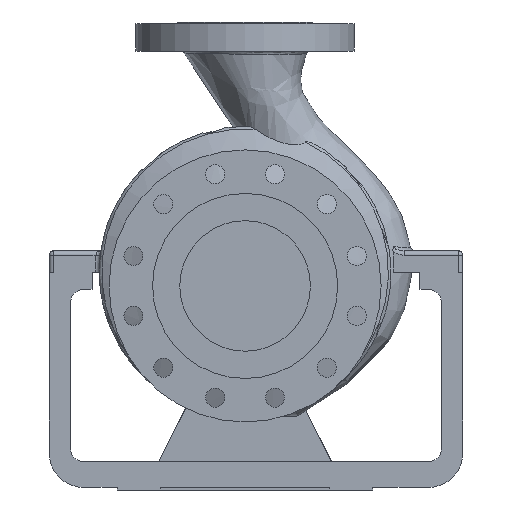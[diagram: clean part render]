
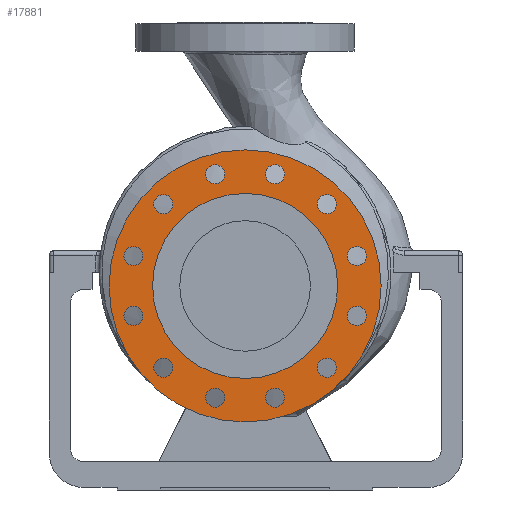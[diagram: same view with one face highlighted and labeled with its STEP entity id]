
A CAD part, front view. The second image highlights one B-rep face of the part: STEP entity #17881.
In plain terms, the highlighted planar face has unit normal (0, -1, 0).
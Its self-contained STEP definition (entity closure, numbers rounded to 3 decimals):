
#1164=CIRCLE('',#18699,11.113);
#1165=CIRCLE('',#18700,11.113);
#1166=CIRCLE('',#18701,11.113);
#1167=CIRCLE('',#18702,11.113);
#1168=CIRCLE('',#18703,11.113);
#1169=CIRCLE('',#18704,11.113);
#1170=CIRCLE('',#18705,158.75);
#1171=CIRCLE('',#18706,107.95);
#1172=CIRCLE('',#18707,11.113);
#1173=CIRCLE('',#18708,11.113);
#1174=CIRCLE('',#18709,11.113);
#1175=CIRCLE('',#18710,11.113);
#1176=CIRCLE('',#18711,11.113);
#1177=CIRCLE('',#18712,11.113);
#1699=ORIENTED_EDGE('',*,*,#5495,.T.);
#1700=ORIENTED_EDGE('',*,*,#5496,.T.);
#1701=ORIENTED_EDGE('',*,*,#5497,.T.);
#1702=ORIENTED_EDGE('',*,*,#5498,.T.);
#1703=ORIENTED_EDGE('',*,*,#5499,.T.);
#1704=ORIENTED_EDGE('',*,*,#5500,.T.);
#1705=ORIENTED_EDGE('',*,*,#5501,.T.);
#1706=ORIENTED_EDGE('',*,*,#5502,.F.);
#1707=ORIENTED_EDGE('',*,*,#5503,.T.);
#1708=ORIENTED_EDGE('',*,*,#5504,.T.);
#1709=ORIENTED_EDGE('',*,*,#5505,.T.);
#1710=ORIENTED_EDGE('',*,*,#5506,.T.);
#1711=ORIENTED_EDGE('',*,*,#5507,.T.);
#1712=ORIENTED_EDGE('',*,*,#5508,.T.);
#5495=EDGE_CURVE('',#7393,#7393,#1164,.T.);
#5496=EDGE_CURVE('',#7394,#7394,#1165,.T.);
#5497=EDGE_CURVE('',#7395,#7395,#1166,.T.);
#5498=EDGE_CURVE('',#7396,#7396,#1167,.T.);
#5499=EDGE_CURVE('',#7397,#7397,#1168,.T.);
#5500=EDGE_CURVE('',#7398,#7398,#1169,.T.);
#5501=EDGE_CURVE('',#7399,#7399,#1170,.T.);
#5502=EDGE_CURVE('',#7400,#7400,#1171,.T.);
#5503=EDGE_CURVE('',#7401,#7401,#1172,.T.);
#5504=EDGE_CURVE('',#7402,#7402,#1173,.T.);
#5505=EDGE_CURVE('',#7403,#7403,#1174,.T.);
#5506=EDGE_CURVE('',#7404,#7404,#1175,.T.);
#5507=EDGE_CURVE('',#7405,#7405,#1176,.T.);
#5508=EDGE_CURVE('',#7406,#7406,#1177,.T.);
#7393=VERTEX_POINT('',#23473);
#7394=VERTEX_POINT('',#23475);
#7395=VERTEX_POINT('',#23477);
#7396=VERTEX_POINT('',#23479);
#7397=VERTEX_POINT('',#23481);
#7398=VERTEX_POINT('',#23483);
#7399=VERTEX_POINT('',#23485);
#7400=VERTEX_POINT('',#23487);
#7401=VERTEX_POINT('',#23489);
#7402=VERTEX_POINT('',#23491);
#7403=VERTEX_POINT('',#23493);
#7404=VERTEX_POINT('',#23495);
#7405=VERTEX_POINT('',#23497);
#7406=VERTEX_POINT('',#23499);
#10097=EDGE_LOOP('',(#1699));
#10098=EDGE_LOOP('',(#1700));
#10099=EDGE_LOOP('',(#1701));
#10100=EDGE_LOOP('',(#1702));
#10101=EDGE_LOOP('',(#1703));
#10102=EDGE_LOOP('',(#1704));
#10103=EDGE_LOOP('',(#1705));
#10104=EDGE_LOOP('',(#1706));
#10105=EDGE_LOOP('',(#1707));
#10106=EDGE_LOOP('',(#1708));
#10107=EDGE_LOOP('',(#1709));
#10108=EDGE_LOOP('',(#1710));
#10109=EDGE_LOOP('',(#1711));
#10110=EDGE_LOOP('',(#1712));
#11026=FACE_BOUND('',#10097,.T.);
#11027=FACE_BOUND('',#10098,.T.);
#11028=FACE_BOUND('',#10099,.T.);
#11029=FACE_BOUND('',#10100,.T.);
#11030=FACE_BOUND('',#10101,.T.);
#11031=FACE_BOUND('',#10102,.T.);
#11032=FACE_BOUND('',#10103,.T.);
#11033=FACE_BOUND('',#10104,.T.);
#11034=FACE_BOUND('',#10105,.T.);
#11035=FACE_BOUND('',#10106,.T.);
#11036=FACE_BOUND('',#10107,.T.);
#11037=FACE_BOUND('',#10108,.T.);
#11038=FACE_BOUND('',#10109,.T.);
#11039=FACE_BOUND('',#10110,.T.);
#11955=PLANE('',#18698);
#17881=ADVANCED_FACE('',(#11026,#11027,#11028,#11029,#11030,#11031,#11032,
#11033,#11034,#11035,#11036,#11037,#11038,#11039),#11955,.T.);
#18698=AXIS2_PLACEMENT_3D('',#23471,#19985,#19986);
#18699=AXIS2_PLACEMENT_3D('',#23472,#19987,#19988);
#18700=AXIS2_PLACEMENT_3D('',#23474,#19989,#19990);
#18701=AXIS2_PLACEMENT_3D('',#23476,#19991,#19992);
#18702=AXIS2_PLACEMENT_3D('',#23478,#19993,#19994);
#18703=AXIS2_PLACEMENT_3D('',#23480,#19995,#19996);
#18704=AXIS2_PLACEMENT_3D('',#23482,#19997,#19998);
#18705=AXIS2_PLACEMENT_3D('',#23484,#19999,#20000);
#18706=AXIS2_PLACEMENT_3D('',#23486,#20001,#20002);
#18707=AXIS2_PLACEMENT_3D('',#23488,#20003,#20004);
#18708=AXIS2_PLACEMENT_3D('',#23490,#20005,#20006);
#18709=AXIS2_PLACEMENT_3D('',#23492,#20007,#20008);
#18710=AXIS2_PLACEMENT_3D('',#23494,#20009,#20010);
#18711=AXIS2_PLACEMENT_3D('',#23496,#20011,#20012);
#18712=AXIS2_PLACEMENT_3D('',#23498,#20013,#20014);
#19985=DIRECTION('',(0.,-1.,0.));
#19986=DIRECTION('',(1.,0.,0.));
#19987=DIRECTION('',(0.,1.,0.));
#19988=DIRECTION('',(0.5,0.,-0.866));
#19989=DIRECTION('',(0.,1.,0.));
#19990=DIRECTION('',(-0.5,0.,-0.866));
#19991=DIRECTION('',(0.,1.,0.));
#19992=DIRECTION('',(-1.,0.,0.));
#19993=DIRECTION('',(0.,1.,0.));
#19994=DIRECTION('',(-0.5,0.,0.866));
#19995=DIRECTION('',(0.,1.,0.));
#19996=DIRECTION('',(0.5,0.,0.866));
#19997=DIRECTION('',(0.,1.,0.));
#19998=DIRECTION('',(1.,0.,0.));
#19999=DIRECTION('',(0.,-1.,0.));
#20000=DIRECTION('',(1.,0.,0.));
#20001=DIRECTION('',(0.,-1.,0.));
#20002=DIRECTION('',(1.,0.,0.));
#20003=DIRECTION('',(0.,1.,0.));
#20004=DIRECTION('',(0.866,0.,0.5));
#20005=DIRECTION('',(0.,1.,0.));
#20006=DIRECTION('',(0.,0.,1.));
#20007=DIRECTION('',(0.,1.,0.));
#20008=DIRECTION('',(-0.866,0.,0.5));
#20009=DIRECTION('',(0.,1.,0.));
#20010=DIRECTION('',(-0.866,0.,-0.5));
#20011=DIRECTION('',(0.,1.,0.));
#20012=DIRECTION('',(0.,0.,-1.));
#20013=DIRECTION('',(0.,1.,0.));
#20014=DIRECTION('',(0.866,0.,-0.5));
#23471=CARTESIAN_POINT('',(0.,-150.4,92.05));
#23472=CARTESIAN_POINT('',(95.415,-150.4,79.515));
#23473=CARTESIAN_POINT('',(100.971,-150.4,69.892));
#23474=CARTESIAN_POINT('',(130.34,-150.4,-50.824));
#23475=CARTESIAN_POINT('',(124.783,-150.4,-60.448));
#23476=CARTESIAN_POINT('',(34.924,-150.4,-146.24));
#23477=CARTESIAN_POINT('',(23.812,-150.4,-146.24));
#23478=CARTESIAN_POINT('',(-95.415,-150.4,-111.315));
#23479=CARTESIAN_POINT('',(-100.971,-150.4,-101.692));
#23480=CARTESIAN_POINT('',(-130.34,-150.4,19.024));
#23481=CARTESIAN_POINT('',(-124.783,-150.4,28.648));
#23482=CARTESIAN_POINT('',(-34.924,-150.4,114.44));
#23483=CARTESIAN_POINT('',(-23.812,-150.4,114.44));
#23484=CARTESIAN_POINT('',(0.,-150.4,-15.9));
#23485=CARTESIAN_POINT('',(158.75,-150.4,-15.9));
#23486=CARTESIAN_POINT('',(0.,-150.4,-15.9));
#23487=CARTESIAN_POINT('',(107.95,-150.4,-15.9));
#23488=CARTESIAN_POINT('',(-95.415,-150.4,79.515));
#23489=CARTESIAN_POINT('',(-85.792,-150.4,85.071));
#23490=CARTESIAN_POINT('',(-130.34,-150.4,-50.824));
#23491=CARTESIAN_POINT('',(-130.34,-150.4,-39.712));
#23492=CARTESIAN_POINT('',(-34.924,-150.4,-146.24));
#23493=CARTESIAN_POINT('',(-44.548,-150.4,-140.683));
#23494=CARTESIAN_POINT('',(95.415,-150.4,-111.315));
#23495=CARTESIAN_POINT('',(85.792,-150.4,-116.871));
#23496=CARTESIAN_POINT('',(130.34,-150.4,19.024));
#23497=CARTESIAN_POINT('',(130.34,-150.4,7.912));
#23498=CARTESIAN_POINT('',(34.924,-150.4,114.44));
#23499=CARTESIAN_POINT('',(44.548,-150.4,108.883));
